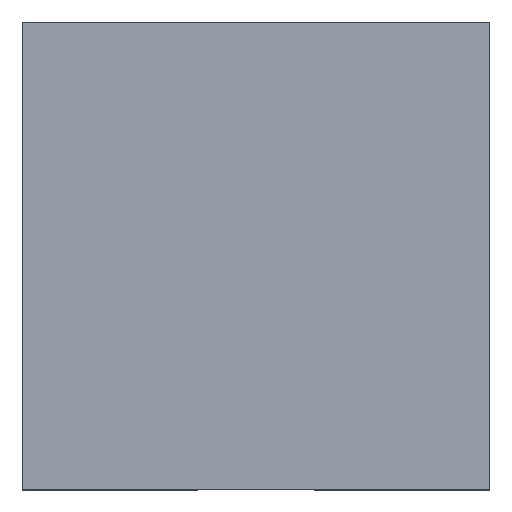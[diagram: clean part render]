
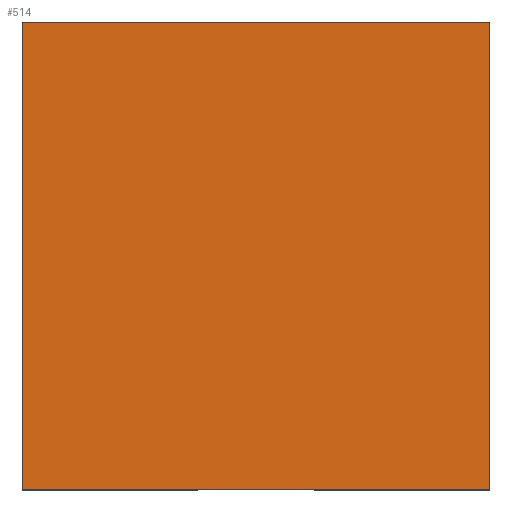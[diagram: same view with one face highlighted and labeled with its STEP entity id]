
A CAD part, top view. The second image highlights one B-rep face of the part: STEP entity #514.
In plain terms, the highlighted planar face has unit normal (0, 0, 1).
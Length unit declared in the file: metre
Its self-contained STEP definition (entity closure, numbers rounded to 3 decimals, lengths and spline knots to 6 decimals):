
#106=ORIENTED_EDGE('',*,*,#215,.F.);
#107=ORIENTED_EDGE('',*,*,#216,.T.);
#108=ORIENTED_EDGE('',*,*,#217,.T.);
#109=ORIENTED_EDGE('',*,*,#162,.F.);
#162=EDGE_CURVE('',#234,#235,#282,.T.);
#215=EDGE_CURVE('',#271,#234,#335,.T.);
#216=EDGE_CURVE('',#271,#272,#336,.T.);
#217=EDGE_CURVE('',#272,#235,#337,.T.);
#234=VERTEX_POINT('',#703);
#235=VERTEX_POINT('',#705);
#271=VERTEX_POINT('',#808);
#272=VERTEX_POINT('',#812);
#282=LINE('',#704,#354);
#335=LINE('',#809,#407);
#336=LINE('',#811,#408);
#337=LINE('',#813,#409);
#354=VECTOR('',#573,1.);
#407=VECTOR('',#656,1.);
#408=VECTOR('',#659,1.);
#409=VECTOR('',#660,1.);
#436=EDGE_LOOP('',(#106,#107,#108,#109));
#462=FACE_BOUND('',#436,.T.);
#488=PLANE('',#553);
#514=ADVANCED_FACE('',(#462),#488,.T.);
#553=AXIS2_PLACEMENT_3D('',#810,#657,#658);
#573=DIRECTION('',(0.,1.,0.));
#656=DIRECTION('',(-1.,0.,0.));
#657=DIRECTION('',(0.,0.,1.));
#658=DIRECTION('',(-1.,0.,0.));
#659=DIRECTION('',(0.,1.,0.));
#660=DIRECTION('',(-1.,0.,0.));
#703=CARTESIAN_POINT('',(-0.02,-0.0625,0.04));
#704=CARTESIAN_POINT('',(-0.02,-0.0425,0.04));
#705=CARTESIAN_POINT('',(-0.02,-0.0225,0.04));
#808=CARTESIAN_POINT('',(0.02,-0.0625,0.04));
#809=CARTESIAN_POINT('',(0.,-0.0625,0.04));
#810=CARTESIAN_POINT('',(0.,-0.0425,0.04));
#811=CARTESIAN_POINT('',(0.02,-0.0425,0.04));
#812=CARTESIAN_POINT('',(0.02,-0.0225,0.04));
#813=CARTESIAN_POINT('',(0.,-0.0225,0.04));
